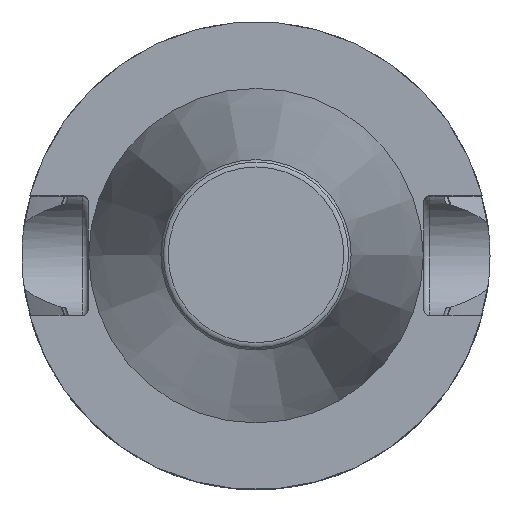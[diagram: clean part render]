
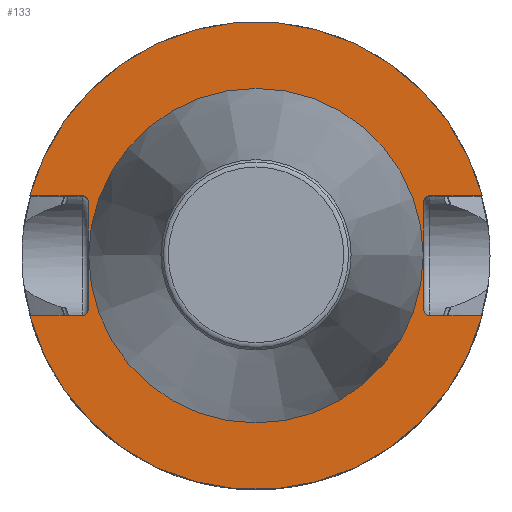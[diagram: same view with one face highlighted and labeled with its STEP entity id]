
A CAD part, top view. The second image highlights one B-rep face of the part: STEP entity #133.
In plain terms, the highlighted planar face has unit normal (0, 0, 1).
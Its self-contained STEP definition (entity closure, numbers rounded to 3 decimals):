
#133=ADVANCED_FACE('',(#199,#200),#184,.F.);
#184=PLANE('',#854);
#199=FACE_BOUND('',#237,.T.);
#200=FACE_BOUND('',#238,.T.);
#237=EDGE_LOOP('',(#375,#376,#377,#378,#379,#380,#381,#382,#383,#384,#385,
#386));
#238=EDGE_LOOP('',(#387));
#307=LINE('',#1199,#341);
#308=LINE('',#1203,#342);
#309=LINE('',#1207,#343);
#310=LINE('',#1211,#344);
#311=LINE('',#1215,#345);
#312=LINE('',#1219,#346);
#341=VECTOR('',#957,1.);
#342=VECTOR('',#960,1.);
#343=VECTOR('',#963,1.);
#344=VECTOR('',#966,1.);
#345=VECTOR('',#969,1.);
#346=VECTOR('',#972,1.);
#375=ORIENTED_EDGE('',*,*,#660,.T.);
#376=ORIENTED_EDGE('',*,*,#661,.F.);
#377=ORIENTED_EDGE('',*,*,#662,.T.);
#378=ORIENTED_EDGE('',*,*,#663,.T.);
#379=ORIENTED_EDGE('',*,*,#664,.T.);
#380=ORIENTED_EDGE('',*,*,#665,.F.);
#381=ORIENTED_EDGE('',*,*,#666,.T.);
#382=ORIENTED_EDGE('',*,*,#667,.T.);
#383=ORIENTED_EDGE('',*,*,#668,.T.);
#384=ORIENTED_EDGE('',*,*,#669,.T.);
#385=ORIENTED_EDGE('',*,*,#670,.T.);
#386=ORIENTED_EDGE('',*,*,#671,.F.);
#387=ORIENTED_EDGE('',*,*,#672,.T.);
#585=VERTEX_POINT('',#1197);
#586=VERTEX_POINT('',#1198);
#587=VERTEX_POINT('',#1200);
#588=VERTEX_POINT('',#1202);
#589=VERTEX_POINT('',#1204);
#590=VERTEX_POINT('',#1206);
#591=VERTEX_POINT('',#1208);
#592=VERTEX_POINT('',#1210);
#593=VERTEX_POINT('',#1212);
#594=VERTEX_POINT('',#1214);
#595=VERTEX_POINT('',#1216);
#596=VERTEX_POINT('',#1218);
#597=VERTEX_POINT('',#1221);
#660=EDGE_CURVE('',#585,#586,#765,.T.);
#661=EDGE_CURVE('',#587,#586,#307,.T.);
#662=EDGE_CURVE('',#587,#588,#766,.T.);
#663=EDGE_CURVE('',#588,#589,#308,.T.);
#664=EDGE_CURVE('',#589,#590,#767,.T.);
#665=EDGE_CURVE('',#591,#590,#309,.T.);
#666=EDGE_CURVE('',#591,#592,#768,.T.);
#667=EDGE_CURVE('',#592,#593,#310,.T.);
#668=EDGE_CURVE('',#593,#594,#769,.T.);
#669=EDGE_CURVE('',#594,#595,#311,.T.);
#670=EDGE_CURVE('',#595,#596,#770,.T.);
#671=EDGE_CURVE('',#585,#596,#312,.T.);
#672=EDGE_CURVE('',#597,#597,#771,.T.);
#765=CIRCLE('',#847,0.8);
#766=CIRCLE('',#848,0.8);
#767=CIRCLE('',#849,31.5);
#768=CIRCLE('',#850,0.8);
#769=CIRCLE('',#851,0.8);
#770=CIRCLE('',#852,31.5);
#771=CIRCLE('',#853,22.517);
#847=AXIS2_PLACEMENT_3D('',#1196,#955,#956);
#848=AXIS2_PLACEMENT_3D('',#1201,#958,#959);
#849=AXIS2_PLACEMENT_3D('',#1205,#961,#962);
#850=AXIS2_PLACEMENT_3D('',#1209,#964,#965);
#851=AXIS2_PLACEMENT_3D('',#1213,#967,#968);
#852=AXIS2_PLACEMENT_3D('',#1217,#970,#971);
#853=AXIS2_PLACEMENT_3D('',#1220,#973,#974);
#854=AXIS2_PLACEMENT_3D('',#1222,#975,#976);
#955=DIRECTION('',(0.,0.,-1.));
#956=DIRECTION('',(0.,1.,0.));
#957=DIRECTION('',(0.,1.,0.));
#958=DIRECTION('',(0.,0.,-1.));
#959=DIRECTION('',(1.,0.,0.));
#960=DIRECTION('',(-1.,0.,0.));
#961=DIRECTION('',(0.,0.,1.));
#962=DIRECTION('',(-0.967,-0.256,0.));
#963=DIRECTION('',(1.,0.,0.));
#964=DIRECTION('',(0.,0.,-1.));
#965=DIRECTION('',(0.,-1.,0.));
#966=DIRECTION('',(0.,1.,0.));
#967=DIRECTION('',(0.,0.,-1.));
#968=DIRECTION('',(-1.,0.,0.));
#969=DIRECTION('',(1.,0.,0.));
#970=DIRECTION('',(0.,0.,1.));
#971=DIRECTION('',(0.967,0.256,0.));
#972=DIRECTION('',(-1.,0.,0.));
#973=DIRECTION('',(0.,0.,-1.));
#974=DIRECTION('',(-1.,0.,0.));
#975=DIRECTION('',(0.,0.,-1.));
#976=DIRECTION('',(1.,0.,0.));
#1196=CARTESIAN_POINT('',(-23.4,7.25,-2.));
#1197=CARTESIAN_POINT('',(-23.4,8.05,-2.));
#1198=CARTESIAN_POINT('',(-22.6,7.25,-2.));
#1199=CARTESIAN_POINT('',(-22.6,-7.25,-2.));
#1200=CARTESIAN_POINT('',(-22.6,-7.25,-2.));
#1201=CARTESIAN_POINT('',(-23.4,-7.25,-2.));
#1202=CARTESIAN_POINT('',(-23.4,-8.05,-2.));
#1203=CARTESIAN_POINT('',(-23.4,-8.05,-2.));
#1204=CARTESIAN_POINT('',(-30.454,-8.05,-2.));
#1205=CARTESIAN_POINT('',(0.,0.,-2.));
#1206=CARTESIAN_POINT('',(30.454,-8.05,-2.));
#1207=CARTESIAN_POINT('',(23.4,-8.05,-2.));
#1208=CARTESIAN_POINT('',(23.4,-8.05,-2.));
#1209=CARTESIAN_POINT('',(23.4,-7.25,-2.));
#1210=CARTESIAN_POINT('',(22.6,-7.25,-2.));
#1211=CARTESIAN_POINT('',(22.6,-7.25,-2.));
#1212=CARTESIAN_POINT('',(22.6,7.25,-2.));
#1213=CARTESIAN_POINT('',(23.4,7.25,-2.));
#1214=CARTESIAN_POINT('',(23.4,8.05,-2.));
#1215=CARTESIAN_POINT('',(23.4,8.05,-2.));
#1216=CARTESIAN_POINT('',(30.454,8.05,-2.));
#1217=CARTESIAN_POINT('',(0.,0.,-2.));
#1218=CARTESIAN_POINT('',(-30.454,8.05,-2.));
#1219=CARTESIAN_POINT('',(-23.4,8.05,-2.));
#1220=CARTESIAN_POINT('',(0.,0.,-2.));
#1221=CARTESIAN_POINT('',(-22.517,0.,-2.));
#1222=CARTESIAN_POINT('',(0.,22.517,-2.));
